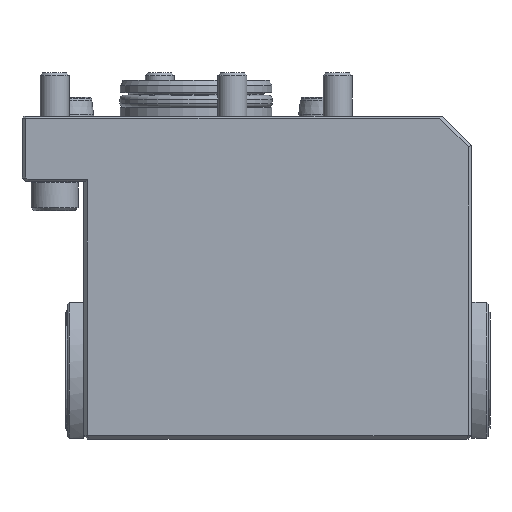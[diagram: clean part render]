
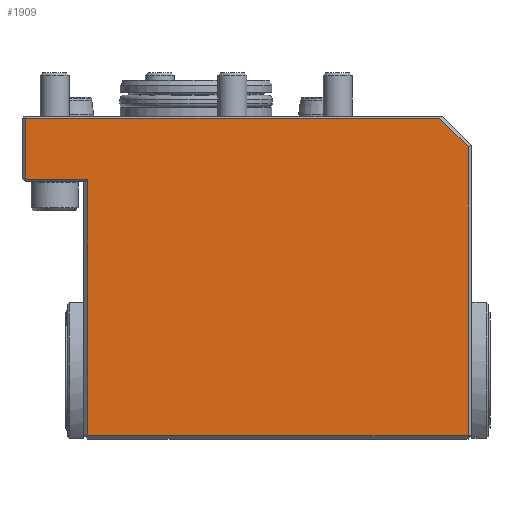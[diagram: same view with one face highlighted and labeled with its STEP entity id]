
A CAD part, front view. The second image highlights one B-rep face of the part: STEP entity #1909.
In plain terms, the highlighted planar face has unit normal (0, -1, 0).
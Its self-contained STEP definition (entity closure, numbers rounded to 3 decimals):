
#107=LINE('',#3421,#218);
#112=LINE('',#3431,#223);
#116=LINE('',#3439,#227);
#119=LINE('',#3445,#230);
#143=LINE('',#3523,#254);
#146=LINE('',#3535,#257);
#147=LINE('',#3537,#258);
#148=LINE('',#3539,#259);
#218=VECTOR('',#2494,1000.);
#223=VECTOR('',#2507,1000.);
#227=VECTOR('',#2513,1000.);
#230=VECTOR('',#2518,1000.);
#254=VECTOR('',#2600,1000.);
#257=VECTOR('',#2613,1000.);
#258=VECTOR('',#2614,1000.);
#259=VECTOR('',#2615,1000.);
#655=ORIENTED_EDGE('',*,*,#938,.T.);
#656=ORIENTED_EDGE('',*,*,#941,.T.);
#657=ORIENTED_EDGE('',*,*,#976,.T.);
#658=ORIENTED_EDGE('',*,*,#981,.T.);
#659=ORIENTED_EDGE('',*,*,#982,.T.);
#660=ORIENTED_EDGE('',*,*,#983,.T.);
#661=ORIENTED_EDGE('',*,*,#929,.T.);
#662=ORIENTED_EDGE('',*,*,#934,.T.);
#929=EDGE_CURVE('',#1136,#1138,#107,.T.);
#934=EDGE_CURVE('',#1138,#1140,#112,.T.);
#938=EDGE_CURVE('',#1140,#1142,#116,.T.);
#941=EDGE_CURVE('',#1142,#1144,#119,.T.);
#976=EDGE_CURVE('',#1144,#1170,#143,.T.);
#981=EDGE_CURVE('',#1170,#1174,#146,.F.);
#982=EDGE_CURVE('',#1174,#1175,#147,.T.);
#983=EDGE_CURVE('',#1175,#1136,#148,.T.);
#1136=VERTEX_POINT('',#3414);
#1138=VERTEX_POINT('',#3420);
#1140=VERTEX_POINT('',#3432);
#1142=VERTEX_POINT('',#3438);
#1144=VERTEX_POINT('',#3444);
#1170=VERTEX_POINT('',#3524);
#1174=VERTEX_POINT('',#3536);
#1175=VERTEX_POINT('',#3538);
#1447=EDGE_LOOP('',(#655,#656,#657,#658,#659,#660,#661,#662));
#1662=FACE_BOUND('',#1447,.T.);
#1802=PLANE('',#2128);
#1909=ADVANCED_FACE('',(#1662),#1802,.F.);
#2128=AXIS2_PLACEMENT_3D('',#3534,#2611,#2612);
#2494=DIRECTION('',(1.,0.,0.));
#2507=DIRECTION('',(0.,0.,1.));
#2513=DIRECTION('',(-0.707,0.,0.707));
#2518=DIRECTION('',(-1.,0.,0.));
#2600=DIRECTION('',(0.,0.,-1.));
#2611=DIRECTION('',(0.,1.,0.));
#2612=DIRECTION('',(-1.,0.,0.));
#2613=DIRECTION('',(-0.816,0.,0.577));
#2614=DIRECTION('',(1.,0.,0.));
#2615=DIRECTION('',(0.,0.,-1.));
#3414=CARTESIAN_POINT('',(-30.,-32.,-88.));
#3420=CARTESIAN_POINT('',(75.,-32.,-88.));
#3421=CARTESIAN_POINT('',(76.,-32.,-88.));
#3431=CARTESIAN_POINT('',(75.,-32.,-89.));
#3432=CARTESIAN_POINT('',(75.,-32.,-8.414));
#3438=CARTESIAN_POINT('',(67.086,-32.,-0.5));
#3439=CARTESIAN_POINT('',(67.293,-32.,-0.707));
#3444=CARTESIAN_POINT('',(-47.,-32.,-0.5));
#3445=CARTESIAN_POINT('',(76.,-32.,-0.5));
#3523=CARTESIAN_POINT('',(-47.,-32.,-89.));
#3524=CARTESIAN_POINT('',(-47.,-32.,-17.));
#3534=CARTESIAN_POINT('',(76.,-32.,-89.));
#3535=CARTESIAN_POINT('',(-62.057,-32.,-6.353));
#3536=CARTESIAN_POINT('',(-46.293,-32.,-17.5));
#3537=CARTESIAN_POINT('',(76.,-32.,-17.5));
#3538=CARTESIAN_POINT('',(-30.,-32.,-17.5));
#3539=CARTESIAN_POINT('',(-30.,-32.,-89.));
